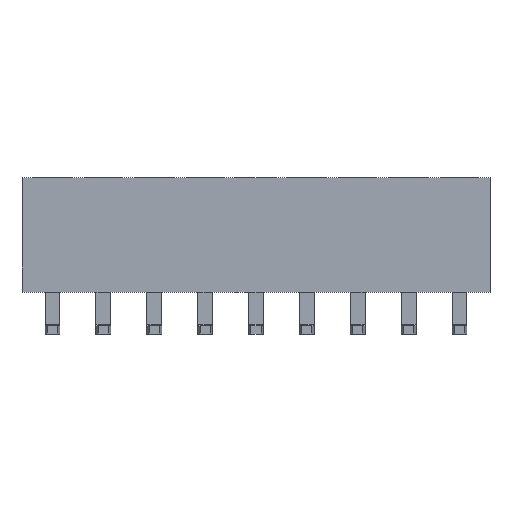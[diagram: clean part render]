
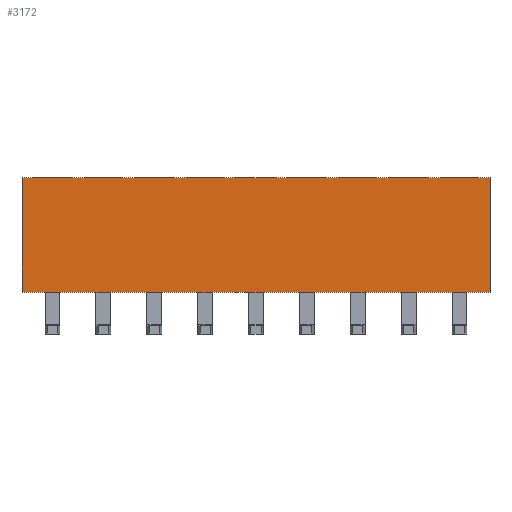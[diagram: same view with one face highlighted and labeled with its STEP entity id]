
A CAD part, top view. The second image highlights one B-rep face of the part: STEP entity #3172.
In plain terms, the highlighted planar face has unit normal (0, 0, 1).
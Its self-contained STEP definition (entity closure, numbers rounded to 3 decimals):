
#56=CARTESIAN_POINT('',(0.,0.,0.));
#57=VERTEX_POINT('',#56);
#67=CARTESIAN_POINT('',(0.,5.7,0.));
#68=VERTEX_POINT('',#67);
#69=CARTESIAN_POINT('',(0.,0.,0.));
#70=CARTESIAN_POINT('',(0.,1.14,0.));
#71=CARTESIAN_POINT('',(0.,2.28,0.));
#72=CARTESIAN_POINT('',(0.,3.42,0.));
#73=CARTESIAN_POINT('',(0.,4.56,0.));
#74=CARTESIAN_POINT('',(0.,5.7,0.));
#75=B_SPLINE_CURVE_WITH_KNOTS('',5,(#69,#70,#71,#72,#73,#74),.UNSPECIFIED.,.F.,.U.,(6,6),(0.,5.7),.UNSPECIFIED.);
#76=EDGE_CURVE('',#57,#68,#75,.T.);
#3133=CARTESIAN_POINT('',(11.68,2.85,0.));
#3134=DIRECTION('',(1.,0.,0.));
#3135=DIRECTION('',(0.,0.,1.));
#3136=AXIS2_PLACEMENT_3D('',#3133,#3135,#3134);
#3137=PLANE('',#3136);
#3138=CARTESIAN_POINT('',(23.36,0.,0.));
#3139=VERTEX_POINT('',#3138);
#3140=CARTESIAN_POINT('',(0.,0.,0.));
#3141=CARTESIAN_POINT('',(4.672,0.,0.));
#3142=CARTESIAN_POINT('',(9.344,0.,0.));
#3143=CARTESIAN_POINT('',(14.016,0.,0.));
#3144=CARTESIAN_POINT('',(18.688,0.,0.));
#3145=CARTESIAN_POINT('',(23.36,0.,0.));
#3146=B_SPLINE_CURVE_WITH_KNOTS('',5,(#3140,#3141,#3142,#3143,#3144,#3145),.UNSPECIFIED.,.F.,.U.,(6,6),(0.,23.36),.UNSPECIFIED.);
#3147=EDGE_CURVE('',#57,#3139,#3146,.T.);
#3148=ORIENTED_EDGE('',*,*,#3147,.T.);
#3149=CARTESIAN_POINT('',(23.36,5.7,0.));
#3150=VERTEX_POINT('',#3149);
#3151=CARTESIAN_POINT('',(23.36,5.7,0.));
#3152=CARTESIAN_POINT('',(23.36,4.56,0.));
#3153=CARTESIAN_POINT('',(23.36,3.42,0.));
#3154=CARTESIAN_POINT('',(23.36,2.28,0.));
#3155=CARTESIAN_POINT('',(23.36,1.14,0.));
#3156=CARTESIAN_POINT('',(23.36,0.,0.));
#3157=B_SPLINE_CURVE_WITH_KNOTS('',5,(#3151,#3152,#3153,#3154,#3155,#3156),.UNSPECIFIED.,.F.,.U.,(6,6),(0.,5.7),.UNSPECIFIED.);
#3158=EDGE_CURVE('',#3150,#3139,#3157,.T.);
#3159=ORIENTED_EDGE('',*,*,#3158,.F.);
#3160=CARTESIAN_POINT('',(0.,5.7,0.));
#3161=CARTESIAN_POINT('',(4.672,5.7,0.));
#3162=CARTESIAN_POINT('',(9.344,5.7,0.));
#3163=CARTESIAN_POINT('',(14.016,5.7,0.));
#3164=CARTESIAN_POINT('',(18.688,5.7,0.));
#3165=CARTESIAN_POINT('',(23.36,5.7,0.));
#3166=B_SPLINE_CURVE_WITH_KNOTS('',5,(#3160,#3161,#3162,#3163,#3164,#3165),.UNSPECIFIED.,.F.,.U.,(6,6),(0.,23.36),.UNSPECIFIED.);
#3167=EDGE_CURVE('',#68,#3150,#3166,.T.);
#3168=ORIENTED_EDGE('',*,*,#3167,.F.);
#3169=ORIENTED_EDGE('',*,*,#76,.F.);
#3170=EDGE_LOOP('',(#3148,#3159,#3168,#3169));
#3171=FACE_OUTER_BOUND('',#3170,.T.);
#3172=ADVANCED_FACE('',(#3171),#3137,.T.);
